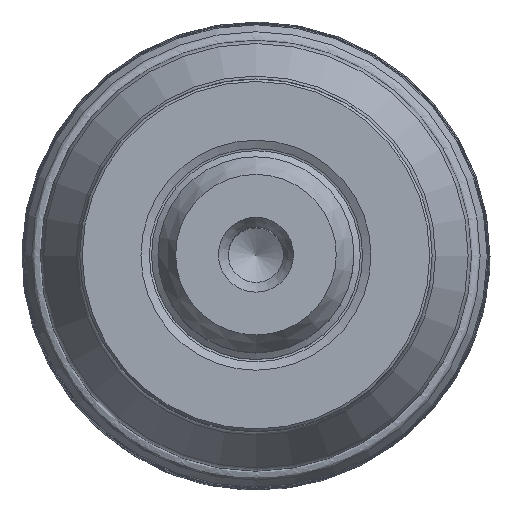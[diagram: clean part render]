
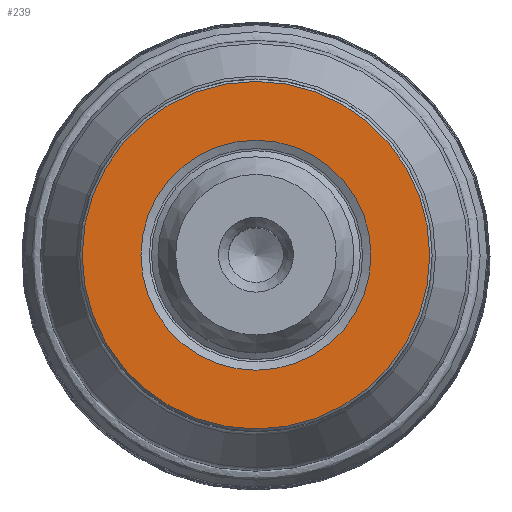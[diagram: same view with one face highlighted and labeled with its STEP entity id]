
A CAD part, top view. The second image highlights one B-rep face of the part: STEP entity #239.
In plain terms, the highlighted planar face has unit normal (0, 0, 1).
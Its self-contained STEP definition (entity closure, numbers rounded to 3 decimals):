
#239=ADVANCED_FACE('',(#324,#325),#300,.T.);
#300=PLANE('',#994);
#324=FACE_BOUND('',#438,.T.);
#325=FACE_BOUND('',#439,.T.);
#438=EDGE_LOOP('',(#574));
#439=EDGE_LOOP('',(#575));
#574=ORIENTED_EDGE('',*,*,#805,.T.);
#575=ORIENTED_EDGE('',*,*,#806,.F.);
#732=VERTEX_POINT('',#1748);
#733=VERTEX_POINT('',#1750);
#805=EDGE_CURVE('',#732,#732,#872,.T.);
#806=EDGE_CURVE('',#733,#733,#873,.T.);
#872=CIRCLE('',#992,14.151);
#873=CIRCLE('',#993,9.366);
#992=AXIS2_PLACEMENT_3D('',#1747,#1124,#1125);
#993=AXIS2_PLACEMENT_3D('',#1749,#1126,#1127);
#994=AXIS2_PLACEMENT_3D('',#1751,#1128,#1129);
#1124=DIRECTION('',(0.,0.,1.));
#1125=DIRECTION('',(0.,-1.,0.));
#1126=DIRECTION('',(0.,0.,1.));
#1127=DIRECTION('',(0.,-1.,0.));
#1128=DIRECTION('',(0.,0.,1.));
#1129=DIRECTION('',(0.,-1.,0.));
#1747=CARTESIAN_POINT('',(0.,0.,44.45));
#1748=CARTESIAN_POINT('',(0.,-14.151,44.45));
#1749=CARTESIAN_POINT('',(0.,0.,44.45));
#1750=CARTESIAN_POINT('',(0.,-9.366,44.45));
#1751=CARTESIAN_POINT('',(9.366,0.,44.45));
